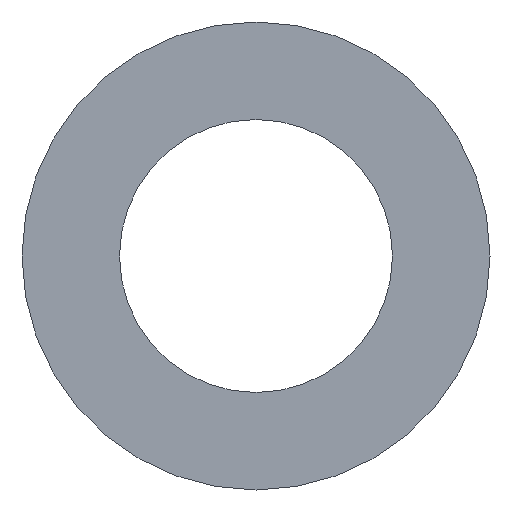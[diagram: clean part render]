
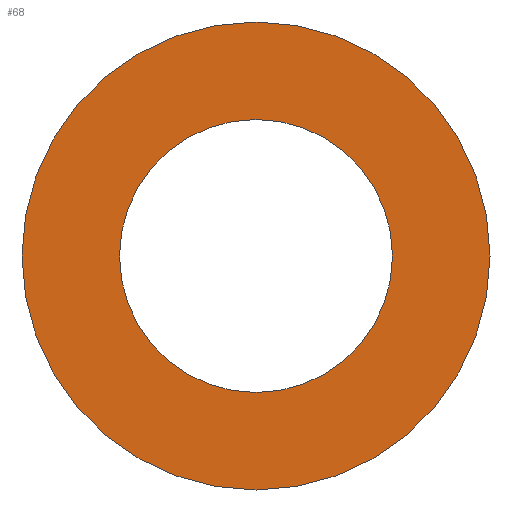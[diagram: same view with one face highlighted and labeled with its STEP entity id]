
A CAD part, front view. The second image highlights one B-rep face of the part: STEP entity #68.
In plain terms, the highlighted planar face has unit normal (0, -1, 0).
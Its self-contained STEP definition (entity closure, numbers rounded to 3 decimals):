
#15=FACE_BOUND('',#27,.T.);
#17=PLANE('',#99);
#21=FACE_OUTER_BOUND('',#26,.T.);
#26=EDGE_LOOP('',(#56));
#27=EDGE_LOOP('',(#57));
#32=CIRCLE('',#93,1.75);
#35=CIRCLE('',#97,3.);
#36=VERTEX_POINT('',#122);
#39=VERTEX_POINT('',#130);
#40=EDGE_CURVE('',#36,#36,#32,.T.);
#45=EDGE_CURVE('',#39,#39,#35,.T.);
#56=ORIENTED_EDGE('',*,*,#45,.F.);
#57=ORIENTED_EDGE('',*,*,#40,.F.);
#68=ADVANCED_FACE('',(#21,#15),#17,.F.);
#93=AXIS2_PLACEMENT_3D('',#123,#104,#105);
#97=AXIS2_PLACEMENT_3D('',#132,#114,#115);
#99=AXIS2_PLACEMENT_3D('',#134,#118,#119);
#104=DIRECTION('center_axis',(0.,-1.,0.));
#105=DIRECTION('ref_axis',(1.,0.,0.));
#114=DIRECTION('center_axis',(0.,1.,0.));
#115=DIRECTION('ref_axis',(-1.,0.,0.));
#118=DIRECTION('center_axis',(0.,1.,0.));
#119=DIRECTION('ref_axis',(0.,0.,1.));
#122=CARTESIAN_POINT('',(-1.75,0.,0.));
#123=CARTESIAN_POINT('Origin',(0.,0.,0.));
#130=CARTESIAN_POINT('',(3.,0.,0.));
#132=CARTESIAN_POINT('Origin',(0.,0.,0.));
#134=CARTESIAN_POINT('Origin',(0.,0.,0.));
